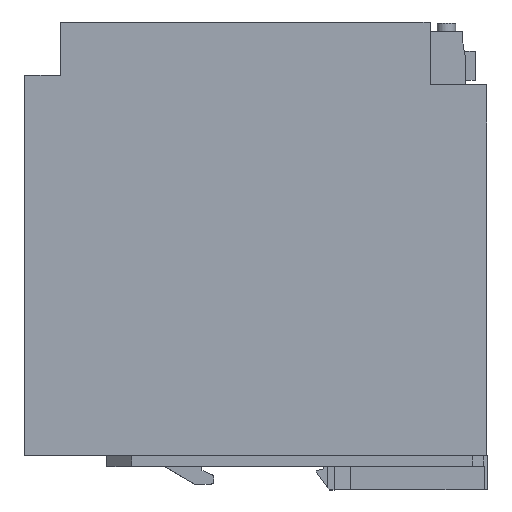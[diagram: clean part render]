
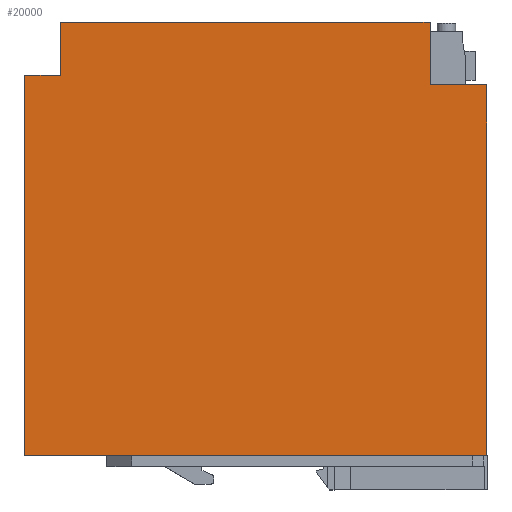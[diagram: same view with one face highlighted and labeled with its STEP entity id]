
A CAD part, top view. The second image highlights one B-rep face of the part: STEP entity #20000.
In plain terms, the highlighted planar face has unit normal (0, 0, 1).
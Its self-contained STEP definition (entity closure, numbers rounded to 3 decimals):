
#13490=CARTESIAN_POINT('',(-13.1,109.8,16.));
#13500=VERTEX_POINT('',#13490);
#13530=CARTESIAN_POINT('',(-13.1,109.8,16.));
#13540=DIRECTION('',(-1.,0.,0.));
#13550=VECTOR('',#13540,1.);
#13560=LINE('',#13530,#13550);
#13570=CARTESIAN_POINT('',(-23.1,109.8,16.));
#13580=VERTEX_POINT('',#13570);
#13590=EDGE_CURVE('',#13500,#13580,#13560,.T.);
#14670=CARTESIAN_POINT('',(90.9,107.1,16.));
#14680=VERTEX_POINT('',#14670);
#14710=CARTESIAN_POINT('',(90.9,-0.2,16.));
#14720=DIRECTION('',(-0.,-1.,0.));
#14730=VECTOR('',#14720,1.);
#14740=LINE('',#14710,#14730);
#14750=CARTESIAN_POINT('',(90.9,124.8,16.));
#14760=VERTEX_POINT('',#14750);
#14770=EDGE_CURVE('',#14760,#14680,#14740,.T.);
#15580=CARTESIAN_POINT('',(90.9,124.8,16.));
#15590=DIRECTION('',(-1.,0.,0.));
#15600=VECTOR('',#15590,1.);
#15610=LINE('',#15580,#15600);
#15620=CARTESIAN_POINT('',(-13.1,124.8,16.));
#15630=VERTEX_POINT('',#15620);
#15640=EDGE_CURVE('',#14760,#15630,#15610,.T.);
#18380=CARTESIAN_POINT('',(106.9,2.8,16.));
#18390=VERTEX_POINT('',#18380);
#19430=CARTESIAN_POINT('',(-23.1,2.8,16.));
#19440=VERTEX_POINT('',#19430);
#19470=CARTESIAN_POINT('',(-23.1,2.8,16.));
#19480=DIRECTION('',(1.,0.,0.));
#19490=VECTOR('',#19480,1.);
#19500=LINE('',#19470,#19490);
#19510=EDGE_CURVE('',#19440,#18390,#19500,.T.);
#19630=CARTESIAN_POINT('',(106.9,107.1,16.));
#19640=DIRECTION('',(0.,-0.,1.));
#19650=DIRECTION('',(0.,1.,0.));
#19660=AXIS2_PLACEMENT_3D('',#19630,#19640,#19650);
#19670=PLANE('',#19660);
#19680=CARTESIAN_POINT('',(-0.1,107.1,16.));
#19690=DIRECTION('',(1.,0.,0.));
#19700=VECTOR('',#19690,1.);
#19710=LINE('',#19680,#19700);
#19720=CARTESIAN_POINT('',(106.9,107.1,16.));
#19730=VERTEX_POINT('',#19720);
#19740=EDGE_CURVE('',#14680,#19730,#19710,.T.);
#19750=ORIENTED_EDGE('',*,*,#19740,.F.);
#19760=CARTESIAN_POINT('',(106.9,2.8,16.));
#19770=DIRECTION('',(0.,1.,0.));
#19780=VECTOR('',#19770,1.);
#19790=LINE('',#19760,#19780);
#19800=EDGE_CURVE('',#18390,#19730,#19790,.T.);
#19810=ORIENTED_EDGE('',*,*,#19800,.T.);
#19820=ORIENTED_EDGE('',*,*,#19510,.T.);
#19830=CARTESIAN_POINT('',(-23.1,109.8,16.));
#19840=DIRECTION('',(0.,-1.,0.));
#19850=VECTOR('',#19840,1.);
#19860=LINE('',#19830,#19850);
#19870=EDGE_CURVE('',#13580,#19440,#19860,.T.);
#19880=ORIENTED_EDGE('',*,*,#19870,.T.);
#19890=ORIENTED_EDGE('',*,*,#13590,.T.);
#19900=CARTESIAN_POINT('',(-13.1,124.8,16.));
#19910=DIRECTION('',(0.,-1.,0.));
#19920=VECTOR('',#19910,1.);
#19930=LINE('',#19900,#19920);
#19940=EDGE_CURVE('',#15630,#13500,#19930,.T.);
#19950=ORIENTED_EDGE('',*,*,#19940,.T.);
#19960=ORIENTED_EDGE('',*,*,#15640,.T.);
#19970=ORIENTED_EDGE('',*,*,#14770,.F.);
#19980=EDGE_LOOP('',(#19970,#19960,#19950,#19890,#19880,#19820,#19810,
#19750));
#19990=FACE_OUTER_BOUND('',#19980,.T.);
#20000=ADVANCED_FACE('',(#19990),#19670,.T.);
